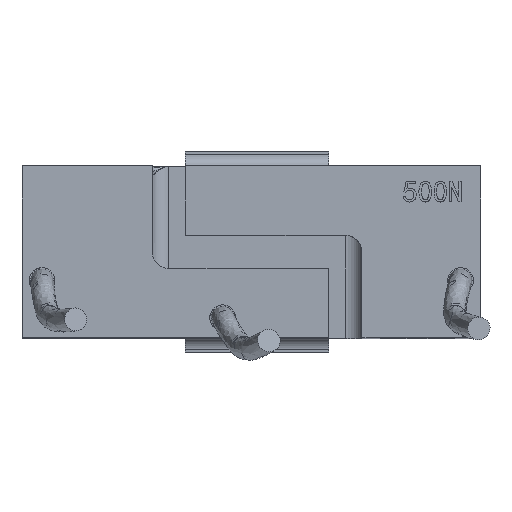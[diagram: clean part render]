
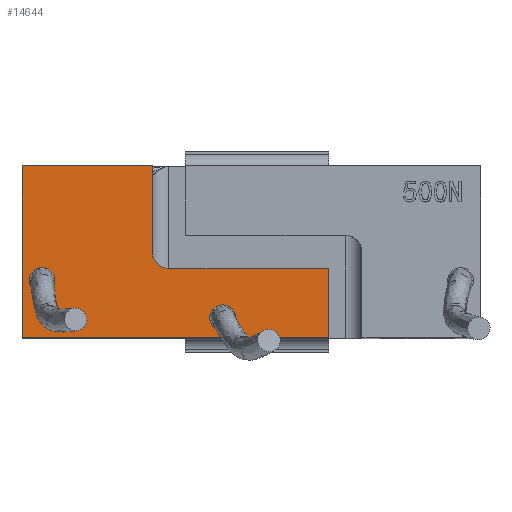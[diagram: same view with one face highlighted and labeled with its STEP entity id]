
A CAD part, top view. The second image highlights one B-rep face of the part: STEP entity #14644.
In plain terms, the highlighted planar face has unit normal (0, 0, 1).
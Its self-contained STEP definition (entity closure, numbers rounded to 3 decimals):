
#1467 = CARTESIAN_POINT ( 'NONE',  ( -34.25, 10., 40. ) ) ;
#1787 = FACE_OUTER_BOUND ( 'NONE', #24166, .T. ) ;
#3589 = ORIENTED_EDGE ( 'NONE', *, *, #40709, .T. ) ;
#3827 = LINE ( 'NONE', #18006, #15117 ) ;
#3939 = CARTESIAN_POINT ( 'NONE',  ( -14.4, 15., 40. ) ) ;
#4198 = CARTESIAN_POINT ( 'NONE',  ( -40., 0., 40. ) ) ;
#4407 = CARTESIAN_POINT ( 'NONE',  ( 13.5, 12.1, 40. ) ) ;
#4851 = ORIENTED_EDGE ( 'NONE', *, *, #7799, .F. ) ;
#5391 = ORIENTED_EDGE ( 'NONE', *, *, #43534, .F. ) ;
#5621 = CARTESIAN_POINT ( 'NONE',  ( -40., 30., 40. ) ) ;
#5920 = FACE_BOUND ( 'NONE', #28893, .T. ) ;
#7738 = LINE ( 'NONE', #4198, #15064 ) ;
#7799 = EDGE_CURVE ( 'NONE', #28960, #28960, #39764, .T. ) ;
#8489 = VECTOR ( 'NONE', #35814, 1000. ) ;
#9279 = ORIENTED_EDGE ( 'NONE', *, *, #45053, .F. ) ;
#11267 = CARTESIAN_POINT ( 'NONE',  ( -17.3, 30., 40. ) ) ;
#11686 = CARTESIAN_POINT ( 'NONE',  ( 13.5, 12.1, 40. ) ) ;
#12714 = CARTESIAN_POINT ( 'NONE',  ( -5., 3.5, 40. ) ) ;
#13101 = DIRECTION ( 'NONE',  ( 0., 0., -1. ) ) ;
#14644 = ADVANCED_FACE ( 'NONE', ( #5920, #23956, #1787 ), #55819, .F. ) ;
#15064 = VECTOR ( 'NONE', #31381, 1000. ) ;
#15117 = VECTOR ( 'NONE', #36015, 1000. ) ;
#15310 = AXIS2_PLACEMENT_3D ( 'NONE', #3939, #13101, #49130 ) ;
#16460 = ORIENTED_EDGE ( 'NONE', *, *, #53689, .F. ) ;
#17237 = CIRCLE ( 'NONE', #15310, 2.9 ) ;
#17505 = VERTEX_POINT ( 'NONE', #30843 ) ;
#17544 = EDGE_CURVE ( 'NONE', #17505, #42496, #17237, .T. ) ;
#17724 = CARTESIAN_POINT ( 'NONE',  ( -40., 30., 40. ) ) ;
#18006 = CARTESIAN_POINT ( 'NONE',  ( -17.3, 30., 40. ) ) ;
#19299 = CARTESIAN_POINT ( 'NONE',  ( -40., 0., 40. ) ) ;
#20759 = DIRECTION ( 'NONE',  ( 0., 0., 1. ) ) ;
#23956 = FACE_BOUND ( 'NONE', #48664, .T. ) ;
#24166 = EDGE_LOOP ( 'NONE', ( #3589, #5391, #9279, #48079, #26666, #16460, #31393 ) ) ;
#26666 = ORIENTED_EDGE ( 'NONE', *, *, #44128, .F. ) ;
#27813 = DIRECTION ( 'NONE',  ( -1., 0., 0. ) ) ;
#28136 = AXIS2_PLACEMENT_3D ( 'NONE', #5621, #50815, #27813 ) ;
#28237 = CARTESIAN_POINT ( 'NONE',  ( -40., 30., 40. ) ) ;
#28893 = EDGE_LOOP ( 'NONE', ( #4851 ) ) ;
#28917 = VERTEX_POINT ( 'NONE', #11267 ) ;
#28955 = DIRECTION ( 'NONE',  ( 1., 0., 0. ) ) ;
#28960 = VERTEX_POINT ( 'NONE', #1467 ) ;
#30222 = VECTOR ( 'NONE', #39869, 1000. ) ;
#30449 = DIRECTION ( 'NONE',  ( 1., 0., 0. ) ) ;
#30843 = CARTESIAN_POINT ( 'NONE',  ( -14.4, 12.1, 40. ) ) ;
#31381 = DIRECTION ( 'NONE',  ( 1., 0., 0. ) ) ;
#31393 = ORIENTED_EDGE ( 'NONE', *, *, #57319, .T. ) ;
#31522 = VECTOR ( 'NONE', #57858, 1000. ) ;
#31823 = DIRECTION ( 'NONE',  ( 0., 0., 1. ) ) ;
#32217 = AXIS2_PLACEMENT_3D ( 'NONE', #56452, #20759, #38188 ) ;
#33381 = LINE ( 'NONE', #51375, #50340 ) ;
#33966 = VERTEX_POINT ( 'NONE', #34254 ) ;
#34254 = CARTESIAN_POINT ( 'NONE',  ( -2.75, 3.5, 40. ) ) ;
#35441 = LINE ( 'NONE', #4407, #30222 ) ;
#35814 = DIRECTION ( 'NONE',  ( 1., 0., 0. ) ) ;
#36015 = DIRECTION ( 'NONE',  ( 0., -1., 0. ) ) ;
#36086 = VERTEX_POINT ( 'NONE', #57447 ) ;
#36828 = CIRCLE ( 'NONE', #53805, 2.25 ) ;
#38188 = DIRECTION ( 'NONE',  ( 1., 0., 0. ) ) ;
#39375 = VERTEX_POINT ( 'NONE', #19299 ) ;
#39764 = CIRCLE ( 'NONE', #32217, 2.25 ) ;
#39869 = DIRECTION ( 'NONE',  ( 0., -1., 0. ) ) ;
#39876 = LINE ( 'NONE', #17724, #31522 ) ;
#39959 = CARTESIAN_POINT ( 'NONE',  ( -17.3, 12.1, 40. ) ) ;
#40709 = EDGE_CURVE ( 'NONE', #39375, #36086, #7738, .T. ) ;
#42496 = VERTEX_POINT ( 'NONE', #54648 ) ;
#43534 = EDGE_CURVE ( 'NONE', #51030, #36086, #35441, .T. ) ;
#44128 = EDGE_CURVE ( 'NONE', #28917, #42496, #3827, .T. ) ;
#44582 = VERTEX_POINT ( 'NONE', #28237 ) ;
#45053 = EDGE_CURVE ( 'NONE', #17505, #51030, #54374, .T. ) ;
#46052 = EDGE_CURVE ( 'NONE', #33966, #33966, #36828, .T. ) ;
#48079 = ORIENTED_EDGE ( 'NONE', *, *, #17544, .T. ) ;
#48664 = EDGE_LOOP ( 'NONE', ( #55678 ) ) ;
#49130 = DIRECTION ( 'NONE',  ( -1., 0., 0. ) ) ;
#50340 = VECTOR ( 'NONE', #28955, 1000. ) ;
#50815 = DIRECTION ( 'NONE',  ( 0., 0., -1. ) ) ;
#51030 = VERTEX_POINT ( 'NONE', #11686 ) ;
#51375 = CARTESIAN_POINT ( 'NONE',  ( -40., 30., 40. ) ) ;
#53689 = EDGE_CURVE ( 'NONE', #44582, #28917, #33381, .T. ) ;
#53805 = AXIS2_PLACEMENT_3D ( 'NONE', #12714, #31823, #30449 ) ;
#54374 = LINE ( 'NONE', #39959, #8489 ) ;
#54648 = CARTESIAN_POINT ( 'NONE',  ( -17.3, 15., 40. ) ) ;
#55678 = ORIENTED_EDGE ( 'NONE', *, *, #46052, .F. ) ;
#55819 = PLANE ( 'NONE',  #28136 ) ;
#56452 = CARTESIAN_POINT ( 'NONE',  ( -36.5, 10., 40. ) ) ;
#57319 = EDGE_CURVE ( 'NONE', #44582, #39375, #39876, .T. ) ;
#57447 = CARTESIAN_POINT ( 'NONE',  ( 13.5, 0., 40. ) ) ;
#57858 = DIRECTION ( 'NONE',  ( 0., -1., 0. ) ) ;
